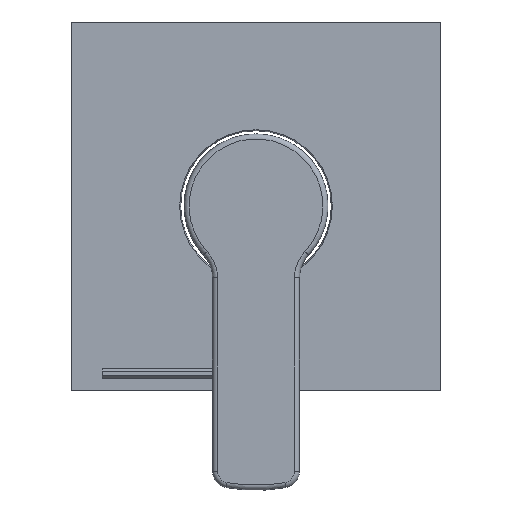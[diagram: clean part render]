
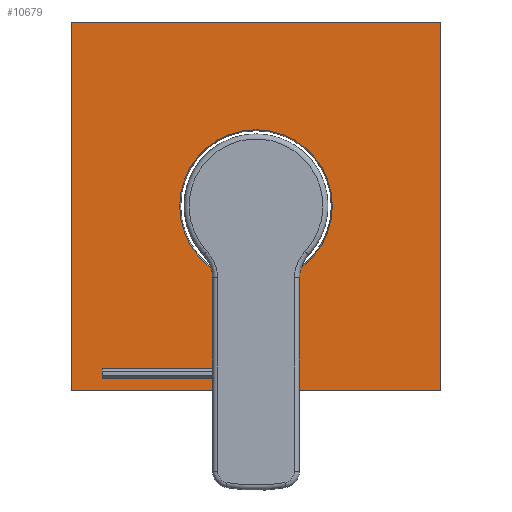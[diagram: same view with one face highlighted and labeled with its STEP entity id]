
A CAD part, top view. The second image highlights one B-rep face of the part: STEP entity #10679.
In plain terms, the highlighted face is planar.
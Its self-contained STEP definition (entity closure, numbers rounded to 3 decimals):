
#10332=CARTESIAN_POINT('',(0.,2.,0.));
#10333=DIRECTION('',(0.,-1.,0.));
#10334=DIRECTION('',(1.,0.,0.));
#10335=AXIS2_PLACEMENT_3D('',#10332,#10333,#10334);
#10340=CARTESIAN_POINT('',(0.,2.,0.));
#10341=DIRECTION('',(0.,-1.,0.));
#10342=DIRECTION('',(-1.,0.,0.));
#10343=AXIS2_PLACEMENT_3D('',#10340,#10341,#10342);
#10348=DIRECTION('',(0.,0.,1.));
#10349=VECTOR('',#10348,110.);
#10350=CARTESIAN_POINT('',(-55.,2.,-55.));
#10351=LINE('',#10350,#10349);
#10355=DIRECTION('',(-1.,0.,0.));
#10356=VECTOR('',#10355,110.);
#10357=CARTESIAN_POINT('',(55.,2.,-55.));
#10358=LINE('',#10357,#10356);
#10362=DIRECTION('',(0.,0.,-1.));
#10363=VECTOR('',#10362,110.);
#10364=CARTESIAN_POINT('',(55.,2.,55.));
#10365=LINE('',#10364,#10363);
#10369=DIRECTION('',(1.,0.,0.));
#10370=VECTOR('',#10369,110.);
#10371=CARTESIAN_POINT('',(-55.,2.,55.));
#10372=LINE('',#10371,#10370);
#10552=CARTESIAN_POINT('',(22.8,2.,0.));
#10553=CARTESIAN_POINT('',(-22.8,2.,0.));
#10554=VERTEX_POINT('',#10552);
#10555=VERTEX_POINT('',#10553);
#10556=CARTESIAN_POINT('',(-55.,2.,-55.));
#10557=CARTESIAN_POINT('',(-55.,2.,55.));
#10558=VERTEX_POINT('',#10556);
#10559=VERTEX_POINT('',#10557);
#10560=CARTESIAN_POINT('',(55.,2.,55.));
#10561=VERTEX_POINT('',#10560);
#10562=CARTESIAN_POINT('',(55.,2.,-55.));
#10563=VERTEX_POINT('',#10562);
#10660=CARTESIAN_POINT('',(0.,2.,0.));
#10661=DIRECTION('',(0.,1.,0.));
#10662=DIRECTION('',(1.,0.,0.));
#10663=AXIS2_PLACEMENT_3D('',#10660,#10661,#10662);
#10664=PLANE('',#10663);
#10666=ORIENTED_EDGE('',*,*,#10665,.F.);
#10668=ORIENTED_EDGE('',*,*,#10667,.F.);
#10670=ORIENTED_EDGE('',*,*,#10669,.F.);
#10672=ORIENTED_EDGE('',*,*,#10671,.F.);
#10673=EDGE_LOOP('',(#10666,#10668,#10670,#10672));
#10674=FACE_OUTER_BOUND('',#10673,.F.);
#10675=ORIENTED_EDGE('',*,*,#10640,.F.);
#10676=ORIENTED_EDGE('',*,*,#10654,.F.);
#10677=EDGE_LOOP('',(#10675,#10676));
#10678=FACE_BOUND('',#10677,.F.);
#10679=ADVANCED_FACE('',(#10674,#10678),#10664,.T.);
#10336=CIRCLE('',#10335,22.8);
#10344=CIRCLE('',#10343,22.8);
#10640=EDGE_CURVE('',#10554,#10555,#10336,.T.);
#10654=EDGE_CURVE('',#10555,#10554,#10344,.T.);
#10665=EDGE_CURVE('',#10558,#10559,#10351,.T.);
#10667=EDGE_CURVE('',#10563,#10558,#10358,.T.);
#10669=EDGE_CURVE('',#10561,#10563,#10365,.T.);
#10671=EDGE_CURVE('',#10559,#10561,#10372,.T.);
